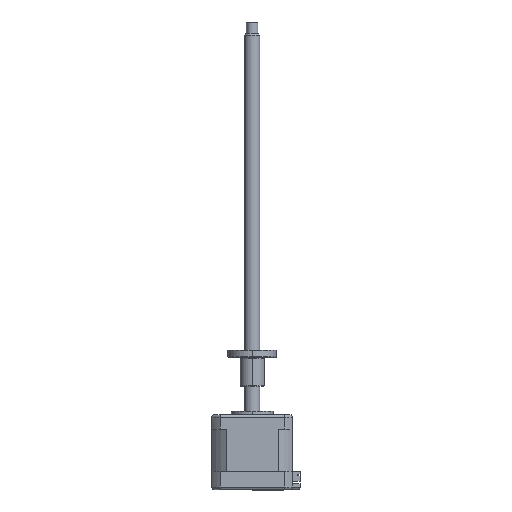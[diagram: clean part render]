
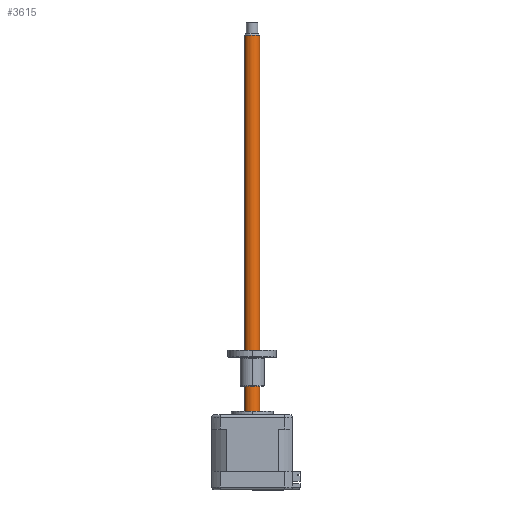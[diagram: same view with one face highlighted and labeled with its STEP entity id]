
A CAD part, top view. The second image highlights one B-rep face of the part: STEP entity #3615.
In plain terms, the highlighted cylindrical face has radius 4 mm (diameter 8 mm), a partial arc.
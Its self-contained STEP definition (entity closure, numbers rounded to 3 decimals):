
#13 = DIRECTION ( 'NONE',  ( 1., 0., 0. ) ) ;
#505 = DIRECTION ( 'NONE',  ( 0., -1., 0. ) ) ;
#585 = CYLINDRICAL_SURFACE ( 'NONE', #4523, 4. ) ;
#1253 = DIRECTION ( 'NONE',  ( 0., -1., 0. ) ) ;
#1654 = CARTESIAN_POINT ( 'NONE',  ( -21.581, -0.158, 33.35 ) ) ;
#1679 = CIRCLE ( 'NONE', #10243, 4. ) ;
#2401 = CARTESIAN_POINT ( 'NONE',  ( -13.581, 198.842, 33.35 ) ) ;
#2544 = ORIENTED_EDGE ( 'NONE', *, *, #4275, .T. ) ;
#2908 = VERTEX_POINT ( 'NONE', #2401 ) ;
#2928 = VERTEX_POINT ( 'NONE', #7246 ) ;
#3247 = LINE ( 'NONE', #9769, #7375 ) ;
#3325 = ORIENTED_EDGE ( 'NONE', *, *, #4311, .F. ) ;
#3615 = ADVANCED_FACE ( 'NONE', ( #9178 ), #585, .T. ) ;
#4194 = EDGE_LOOP ( 'NONE', ( #3325, #2544, #8212, #10445 ) ) ;
#4275 = EDGE_CURVE ( 'NONE', #2908, #7838, #1679, .T. ) ;
#4295 = EDGE_CURVE ( 'NONE', #7838, #10308, #9808, .T. ) ;
#4311 = EDGE_CURVE ( 'NONE', #2908, #2928, #3247, .T. ) ;
#4523 = AXIS2_PLACEMENT_3D ( 'NONE', #9374, #505, #5277 ) ;
#4763 = DIRECTION ( 'NONE',  ( 0., -1., 0. ) ) ;
#5277 = DIRECTION ( 'NONE',  ( -1., 0., 0. ) ) ;
#5681 = CARTESIAN_POINT ( 'NONE',  ( -21.581, 198.842, 33.35 ) ) ;
#6100 = CARTESIAN_POINT ( 'NONE',  ( -17.581, -0.158, 33.35 ) ) ;
#6881 = DIRECTION ( 'NONE',  ( -1., 0., 0. ) ) ;
#7246 = CARTESIAN_POINT ( 'NONE',  ( -13.581, -0.158, 33.35 ) ) ;
#7375 = VECTOR ( 'NONE', #8144, 1000. ) ;
#7628 = VECTOR ( 'NONE', #8908, 1000. ) ;
#7838 = VERTEX_POINT ( 'NONE', #5681 ) ;
#8144 = DIRECTION ( 'NONE',  ( 0., -1., 0. ) ) ;
#8212 = ORIENTED_EDGE ( 'NONE', *, *, #4295, .T. ) ;
#8575 = CIRCLE ( 'NONE', #9024, 4. ) ;
#8908 = DIRECTION ( 'NONE',  ( 0., -1., 0. ) ) ;
#9024 = AXIS2_PLACEMENT_3D ( 'NONE', #6100, #1253, #6881 ) ;
#9178 = FACE_OUTER_BOUND ( 'NONE', #4194, .T. ) ;
#9374 = CARTESIAN_POINT ( 'NONE',  ( -17.581, 199.842, 33.35 ) ) ;
#9441 = EDGE_CURVE ( 'NONE', #2928, #10308, #8575, .T. ) ;
#9697 = CARTESIAN_POINT ( 'NONE',  ( -17.581, 198.842, 33.35 ) ) ;
#9726 = CARTESIAN_POINT ( 'NONE',  ( -21.581, 199.842, 33.35 ) ) ;
#9769 = CARTESIAN_POINT ( 'NONE',  ( -13.581, 199.842, 33.35 ) ) ;
#9808 = LINE ( 'NONE', #9726, #7628 ) ;
#10243 = AXIS2_PLACEMENT_3D ( 'NONE', #9697, #4763, #13 ) ;
#10308 = VERTEX_POINT ( 'NONE', #1654 ) ;
#10445 = ORIENTED_EDGE ( 'NONE', *, *, #9441, .F. ) ;
